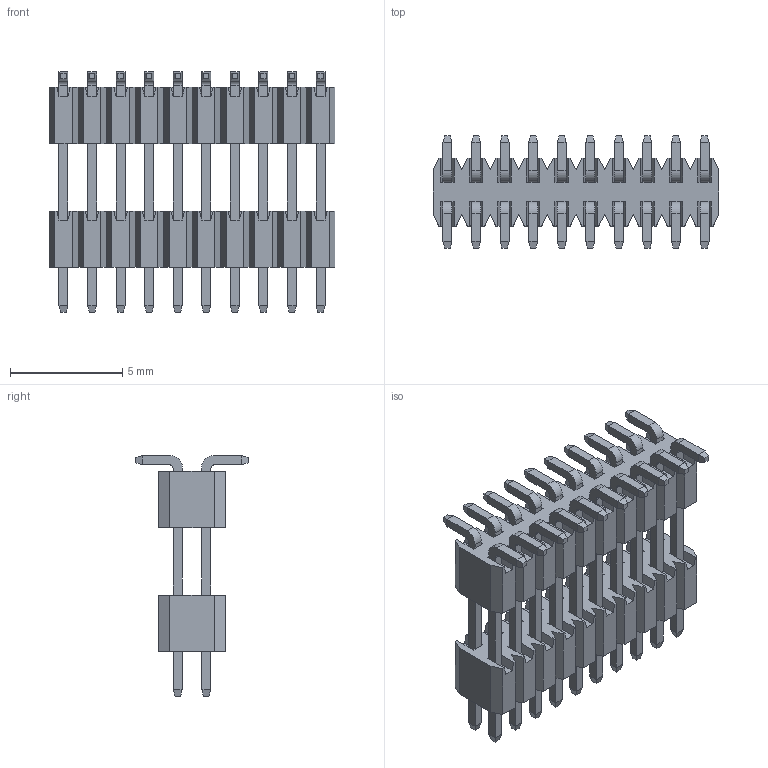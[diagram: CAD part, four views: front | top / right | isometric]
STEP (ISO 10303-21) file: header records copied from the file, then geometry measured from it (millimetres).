
FILE_DESCRIPTION (( 'STEP AP214' ), '1' );
FILE_NAME ('FPH12748-D20S1014030711M-REF.STEP', '2025-04-21T03:00:45', ( '' ), ( '' ), 'SwSTEP 2.0', 'SolidWorks 2021', '' );
FILE_SCHEMA (( 'AUTOMOTIVE_DESIGN' ));
Length unit declared in the file: millimetre
Products named in the file (1): FPH12748-D20S1014030711M-REF
Bounding box: 12.7 x 5 x 10.7 mm (x, y, z)
Volume: 194.6 mm3; surface area: 608.3 mm2
Topology: 1 solids, 1 shells, 848 faces, 2212 edges, 1368 vertices
Faces by surface type: plane 808, cylinder 40
Entity records: 25206 total; most frequent: CARTESIAN_POINT 4429, ORIENTED_EDGE 4424, DIRECTION 3990, EDGE_CURVE 2212, VECTOR 2132, LINE 2132, VERTEX_POINT 1368, AXIS2_PLACEMENT_3D 929
